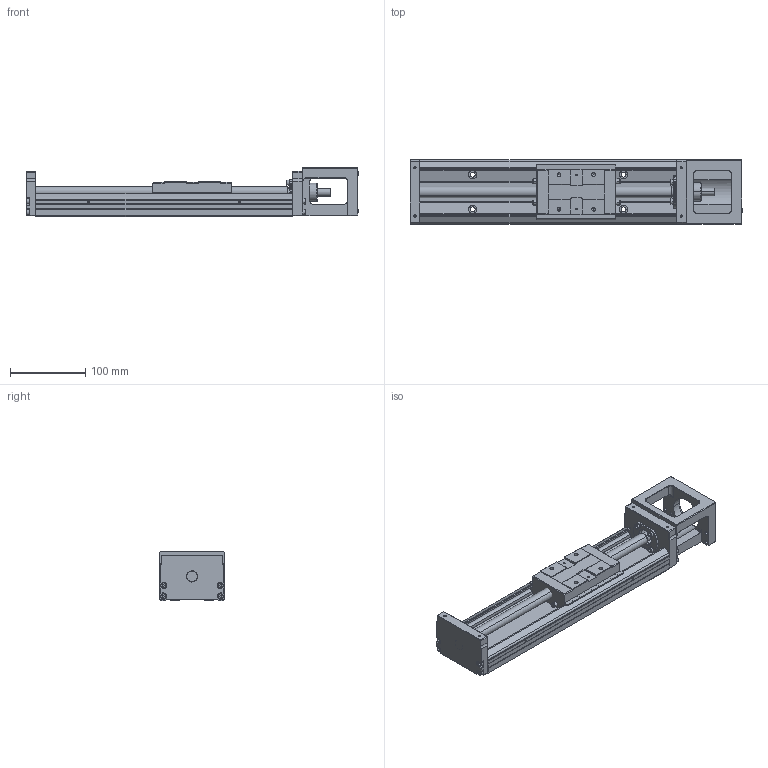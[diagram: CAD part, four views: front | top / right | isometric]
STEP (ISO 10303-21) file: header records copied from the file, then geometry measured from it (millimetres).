
FILE_DESCRIPTION (( 'STEP AP214' ), '1' );
FILE_NAME ('KS86D-340-A1-F0.STEP', '2020-09-16T01:20:16', ( '' ), ( '' ), 'SwSTEP 2.0', 'SolidWorks 2017', '' );
FILE_SCHEMA (( 'AUTOMOTIVE_DESIGN' ));
Length unit declared in the file: millimetre
Products named in the file (3): KS86-6; KS86D-340; KS86D-340-A1-F0
Assembly tree (2 placements, depth 2):
  KS86D-340-A1-F0
    KS86D-340
    KS86-6
Bounding box: 440 x 86 x 65 mm (x, y, z)
Volume: 953354.7 mm3; surface area: 208208.7 mm2
Topology: 17 solids, 17 shells, 912 faces, 2187 edges, 1308 vertices
Faces by surface type: plane 357, cylinder 256, cone 235, bspline 48, torus 16
Entity records: 33406 total; most frequent: CARTESIAN_POINT 6186, DIRECTION 4533, ORIENTED_EDGE 4238, EDGE_CURVE 2119, AXIS2_PLACEMENT_3D 1639, VERTEX_POINT 1308, VECTOR 1255, LINE 1255
